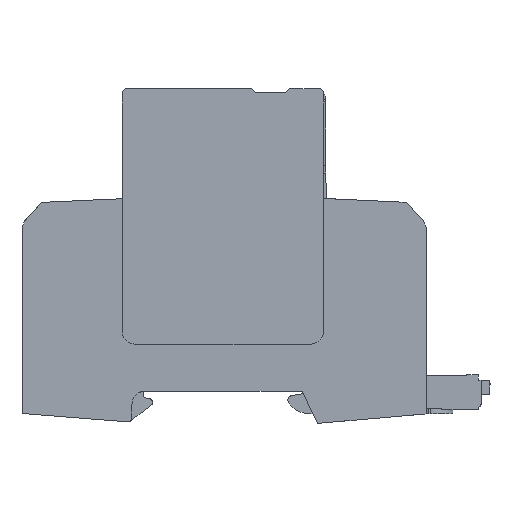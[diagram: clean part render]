
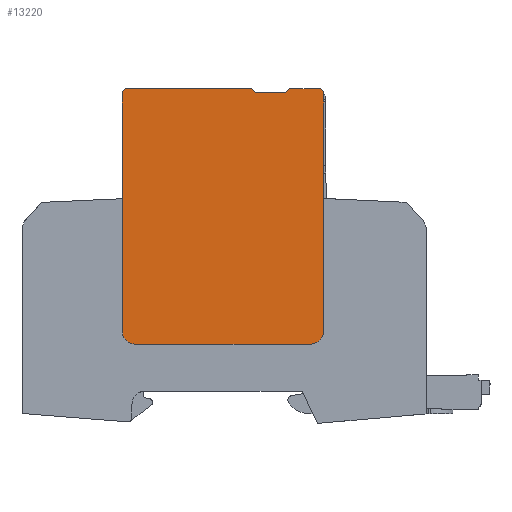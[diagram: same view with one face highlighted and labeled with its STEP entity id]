
A CAD part, left-side view. The second image highlights one B-rep face of the part: STEP entity #13220.
In plain terms, the highlighted planar face has unit normal (-1, 0, 0).
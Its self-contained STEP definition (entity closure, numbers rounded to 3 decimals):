
#13123=AXIS2_PLACEMENT_3D('Plane Axis2P3D',#13120,#13121,#13122) ;
#12938=CARTESIAN_POINT('Vertex',(0.,52.327,73.853)) ;
#12952=CARTESIAN_POINT('Vertex',(0.,53.227,74.753)) ;
#12955=CARTESIAN_POINT('Line Origine',(0.,52.777,74.303)) ;
#13093=CARTESIAN_POINT('Line Origine',(0.,81.752,74.378)) ;
#13097=CARTESIAN_POINT('Vertex',(0.,82.127,74.003)) ;
#13099=CARTESIAN_POINT('Vertex',(0.,81.377,74.753)) ;
#13120=CARTESIAN_POINT('Axis2P3D Location',(0.,81.127,17.703)) ;
#13126=CARTESIAN_POINT('Control Point',(0.,82.127,74.003)) ;
#13127=CARTESIAN_POINT('Control Point',(0.,82.127,63.343)) ;
#13128=CARTESIAN_POINT('Control Point',(0.,82.127,52.683)) ;
#13129=CARTESIAN_POINT('Control Point',(0.,82.127,42.023)) ;
#13130=CARTESIAN_POINT('Control Point',(0.,82.127,31.363)) ;
#13131=CARTESIAN_POINT('Control Point',(0.,82.127,20.703)) ;
#13132=CARTESIAN_POINT('Vertex',(0.,82.127,20.703)) ;
#13136=CARTESIAN_POINT('Control Point',(0.,82.127,20.703)) ;
#13137=CARTESIAN_POINT('Control Point',(0.,82.127,19.76)) ;
#13138=CARTESIAN_POINT('Control Point',(0.,81.758,18.817)) ;
#13139=CARTESIAN_POINT('Control Point',(0.,81.013,18.072)) ;
#13140=CARTESIAN_POINT('Control Point',(0.,80.07,17.703)) ;
#13141=CARTESIAN_POINT('Control Point',(0.,79.127,17.703)) ;
#13142=CARTESIAN_POINT('Vertex',(0.,79.127,17.703)) ;
#13146=CARTESIAN_POINT('Control Point',(0.,79.127,17.703)) ;
#13147=CARTESIAN_POINT('Control Point',(0.,71.327,17.703)) ;
#13148=CARTESIAN_POINT('Control Point',(0.,63.527,17.703)) ;
#13149=CARTESIAN_POINT('Control Point',(0.,55.727,17.703)) ;
#13150=CARTESIAN_POINT('Control Point',(0.,47.927,17.703)) ;
#13151=CARTESIAN_POINT('Control Point',(0.,40.127,17.703)) ;
#13152=CARTESIAN_POINT('Vertex',(0.,40.127,17.703)) ;
#13156=CARTESIAN_POINT('Control Point',(0.,40.127,17.703)) ;
#13157=CARTESIAN_POINT('Control Point',(0.,39.185,17.703)) ;
#13158=CARTESIAN_POINT('Control Point',(0.,38.241,18.072)) ;
#13159=CARTESIAN_POINT('Control Point',(0.,37.496,18.817)) ;
#13160=CARTESIAN_POINT('Control Point',(0.,37.127,19.76)) ;
#13161=CARTESIAN_POINT('Control Point',(0.,37.127,20.703)) ;
#13162=CARTESIAN_POINT('Vertex',(0.,37.127,20.703)) ;
#13166=CARTESIAN_POINT('Control Point',(0.,37.127,20.703)) ;
#13167=CARTESIAN_POINT('Control Point',(0.,37.127,31.363)) ;
#13168=CARTESIAN_POINT('Control Point',(0.,37.127,42.023)) ;
#13169=CARTESIAN_POINT('Control Point',(0.,37.127,52.683)) ;
#13170=CARTESIAN_POINT('Control Point',(0.,37.127,63.343)) ;
#13171=CARTESIAN_POINT('Control Point',(0.,37.127,74.003)) ;
#13172=CARTESIAN_POINT('Vertex',(0.,37.127,74.003)) ;
#13175=CARTESIAN_POINT('Line Origine',(0.,37.502,74.378)) ;
#13179=CARTESIAN_POINT('Vertex',(0.,37.877,74.753)) ;
#13182=CARTESIAN_POINT('Line Origine',(0.,41.302,74.753)) ;
#13186=CARTESIAN_POINT('Vertex',(0.,44.727,74.753)) ;
#13189=CARTESIAN_POINT('Line Origine',(0.,45.177,74.303)) ;
#13193=CARTESIAN_POINT('Vertex',(0.,45.627,73.853)) ;
#13196=CARTESIAN_POINT('Line Origine',(0.,48.977,73.853)) ;
#13201=CARTESIAN_POINT('Line Origine',(0.,67.302,74.753)) ;
#12956=DIRECTION('Vector Direction',(0.,0.707,0.707)) ;
#13094=DIRECTION('Vector Direction',(0.,-0.707,0.707)) ;
#13121=DIRECTION('Axis2P3D Direction',(-1.,0.,0.)) ;
#13122=DIRECTION('Axis2P3D XDirection',(0.,1.,0.)) ;
#13176=DIRECTION('Vector Direction',(0.,-0.707,-0.707)) ;
#13183=DIRECTION('Vector Direction',(0.,1.,0.)) ;
#13190=DIRECTION('Vector Direction',(0.,0.707,-0.707)) ;
#13197=DIRECTION('Vector Direction',(0.,1.,0.)) ;
#13202=DIRECTION('Vector Direction',(0.,1.,0.)) ;
#12957=VECTOR('Line Direction',#12956,1.) ;
#13095=VECTOR('Line Direction',#13094,1.) ;
#13177=VECTOR('Line Direction',#13176,1.) ;
#13184=VECTOR('Line Direction',#13183,1.) ;
#13191=VECTOR('Line Direction',#13190,1.) ;
#13198=VECTOR('Line Direction',#13197,1.) ;
#13203=VECTOR('Line Direction',#13202,1.) ;
#13207=ORIENTED_EDGE('',*,*,#13134,.T.) ;
#13208=ORIENTED_EDGE('',*,*,#13144,.T.) ;
#13209=ORIENTED_EDGE('',*,*,#13154,.T.) ;
#13210=ORIENTED_EDGE('',*,*,#13164,.T.) ;
#13211=ORIENTED_EDGE('',*,*,#13174,.T.) ;
#13212=ORIENTED_EDGE('',*,*,#13181,.F.) ;
#13213=ORIENTED_EDGE('',*,*,#13188,.T.) ;
#13214=ORIENTED_EDGE('',*,*,#13195,.T.) ;
#13215=ORIENTED_EDGE('',*,*,#13200,.T.) ;
#13216=ORIENTED_EDGE('',*,*,#12959,.T.) ;
#13217=ORIENTED_EDGE('',*,*,#13205,.T.) ;
#13218=ORIENTED_EDGE('',*,*,#13101,.F.) ;
#13220=ADVANCED_FACE('ABLEITER_1',(#13219),#13124,.T.) ;
#13125=B_SPLINE_CURVE_WITH_KNOTS('',5,(#13126,#13127,#13128,#13129,#13130,#13131),.UNSPECIFIED.,.F.,.U.,(6,6),(0.65,53.95),.UNSPECIFIED.) ;
#13135=B_SPLINE_CURVE_WITH_KNOTS('',5,(#13136,#13137,#13138,#13139,#13140,#13141),.UNSPECIFIED.,.F.,.U.,(6,6),(0.,4.965),.UNSPECIFIED.) ;
#13145=B_SPLINE_CURVE_WITH_KNOTS('',5,(#13146,#13147,#13148,#13149,#13150,#13151),.UNSPECIFIED.,.F.,.U.,(6,6),(0.,39.),.UNSPECIFIED.) ;
#13155=B_SPLINE_CURVE_WITH_KNOTS('',5,(#13156,#13157,#13158,#13159,#13160,#13161),.UNSPECIFIED.,.F.,.U.,(6,6),(0.,4.965),.UNSPECIFIED.) ;
#13165=B_SPLINE_CURVE_WITH_KNOTS('',5,(#13166,#13167,#13168,#13169,#13170,#13171),.UNSPECIFIED.,.F.,.U.,(6,6),(0.,53.3),.UNSPECIFIED.) ;
#12959=EDGE_CURVE('',#12939,#12953,#12958,.T.) ;
#13101=EDGE_CURVE('',#13098,#13100,#13096,.T.) ;
#13134=EDGE_CURVE('',#13098,#13133,#13125,.T.) ;
#13144=EDGE_CURVE('',#13133,#13143,#13135,.T.) ;
#13154=EDGE_CURVE('',#13143,#13153,#13145,.T.) ;
#13164=EDGE_CURVE('',#13153,#13163,#13155,.T.) ;
#13174=EDGE_CURVE('',#13163,#13173,#13165,.T.) ;
#13181=EDGE_CURVE('',#13180,#13173,#13178,.T.) ;
#13188=EDGE_CURVE('',#13180,#13187,#13185,.T.) ;
#13195=EDGE_CURVE('',#13187,#13194,#13192,.T.) ;
#13200=EDGE_CURVE('',#13194,#12939,#13199,.T.) ;
#13205=EDGE_CURVE('',#12953,#13100,#13204,.T.) ;
#13206=EDGE_LOOP('',(#13207,#13208,#13209,#13210,#13211,#13212,#13213,#13214,#13215,#13216,#13217,#13218)) ;
#13219=FACE_OUTER_BOUND('',#13206,.T.) ;
#12958=LINE('Line',#12955,#12957) ;
#13096=LINE('Line',#13093,#13095) ;
#13178=LINE('Line',#13175,#13177) ;
#13185=LINE('Line',#13182,#13184) ;
#13192=LINE('Line',#13189,#13191) ;
#13199=LINE('Line',#13196,#13198) ;
#13204=LINE('Line',#13201,#13203) ;
#13124=PLANE('',#13123) ;
#12939=VERTEX_POINT('',#12938) ;
#12953=VERTEX_POINT('',#12952) ;
#13098=VERTEX_POINT('',#13097) ;
#13100=VERTEX_POINT('',#13099) ;
#13133=VERTEX_POINT('',#13132) ;
#13143=VERTEX_POINT('',#13142) ;
#13153=VERTEX_POINT('',#13152) ;
#13163=VERTEX_POINT('',#13162) ;
#13173=VERTEX_POINT('',#13172) ;
#13180=VERTEX_POINT('',#13179) ;
#13187=VERTEX_POINT('',#13186) ;
#13194=VERTEX_POINT('',#13193) ;
